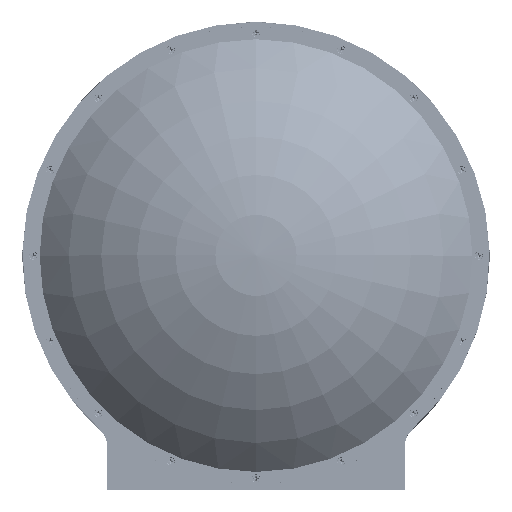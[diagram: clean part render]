
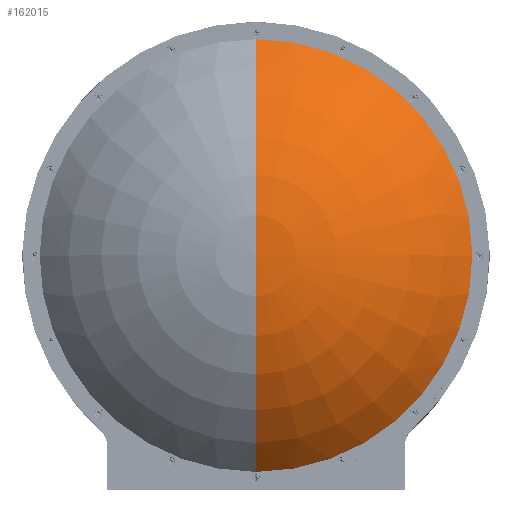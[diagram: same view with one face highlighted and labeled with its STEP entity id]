
A CAD part, top view. The second image highlights one B-rep face of the part: STEP entity #162015.
In plain terms, the highlighted toroidal (fillet/blend) face has major radius 5.194 mm and minor radius 195.644 mm.
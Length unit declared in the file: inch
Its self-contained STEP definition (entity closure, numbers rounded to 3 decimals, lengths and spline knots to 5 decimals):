
#3715 = CARTESIAN_POINT ( 'NONE',  ( 0., -0.20449, 6.9952 ) ) ;
#18418 = CARTESIAN_POINT ( 'NONE',  ( 0., 0., 14.695 ) ) ;
#19905 = ORIENTED_EDGE ( 'NONE', *, *, #138790, .T. ) ;
#20473 = CARTESIAN_POINT ( 'NONE',  ( 0., -6.0207, 12.045 ) ) ;
#26258 = DIRECTION ( 'NONE',  ( 1., 0., 0. ) ) ;
#27284 = EDGE_CURVE ( 'NONE', #65388, #163575, #142577, .T. ) ;
#52745 = DIRECTION ( 'NONE',  ( 0., 1., 0. ) ) ;
#54938 = AXIS2_PLACEMENT_3D ( 'NONE', #171863, #89950, #91095 ) ;
#65388 = VERTEX_POINT ( 'NONE', #20473 ) ;
#71074 = ORIENTED_EDGE ( 'NONE', *, *, #163159, .T. ) ;
#71615 = DIRECTION ( 'NONE',  ( 0., 0., 1. ) ) ;
#78251 = CARTESIAN_POINT ( 'NONE',  ( 0., 0., 6.9952 ) ) ;
#80471 = CARTESIAN_POINT ( 'NONE',  ( 0., 0.20449, 6.9952 ) ) ;
#84226 = VERTEX_POINT ( 'NONE', #104822 ) ;
#85500 = EDGE_LOOP ( 'NONE', ( #19905, #71074, #151850 ) ) ;
#89429 = AXIS2_PLACEMENT_3D ( 'NONE', #80471, #26258, #52745 ) ;
#89950 = DIRECTION ( 'NONE',  ( 0., 0., 1. ) ) ;
#91095 = DIRECTION ( 'NONE',  ( 0., -1., 0. ) ) ;
#99798 = TOROIDAL_SURFACE ( 'NONE', #151390, 0.20449, 7.70252 ) ;
#104822 = CARTESIAN_POINT ( 'NONE',  ( 0., 6.0207, 12.045 ) ) ;
#111652 = DIRECTION ( 'NONE',  ( -1., 0., 0. ) ) ;
#120711 = DIRECTION ( 'NONE',  ( 0., 0., 1. ) ) ;
#138790 = EDGE_CURVE ( 'NONE', #65388, #84226, #158107, .T. ) ;
#142577 = CIRCLE ( 'NONE', #155330, 7.70252 ) ;
#145980 = CIRCLE ( 'NONE', #89429, 7.70252 ) ;
#146602 = DIRECTION ( 'NONE',  ( 0., -1., 0. ) ) ;
#151390 = AXIS2_PLACEMENT_3D ( 'NONE', #78251, #120711, #146602 ) ;
#151850 = ORIENTED_EDGE ( 'NONE', *, *, #27284, .F. ) ;
#155330 = AXIS2_PLACEMENT_3D ( 'NONE', #3715, #111652, #71615 ) ;
#158107 = CIRCLE ( 'NONE', #54938, 6.0207 ) ;
#162015 = ADVANCED_FACE ( 'NONE', ( #171517 ), #99798, .T. ) ;
#163159 = EDGE_CURVE ( 'NONE', #84226, #163575, #145980, .T. ) ;
#163575 = VERTEX_POINT ( 'NONE', #18418 ) ;
#171517 = FACE_OUTER_BOUND ( 'NONE', #85500, .T. ) ;
#171863 = CARTESIAN_POINT ( 'NONE',  ( 0., 0., 12.045 ) ) ;
